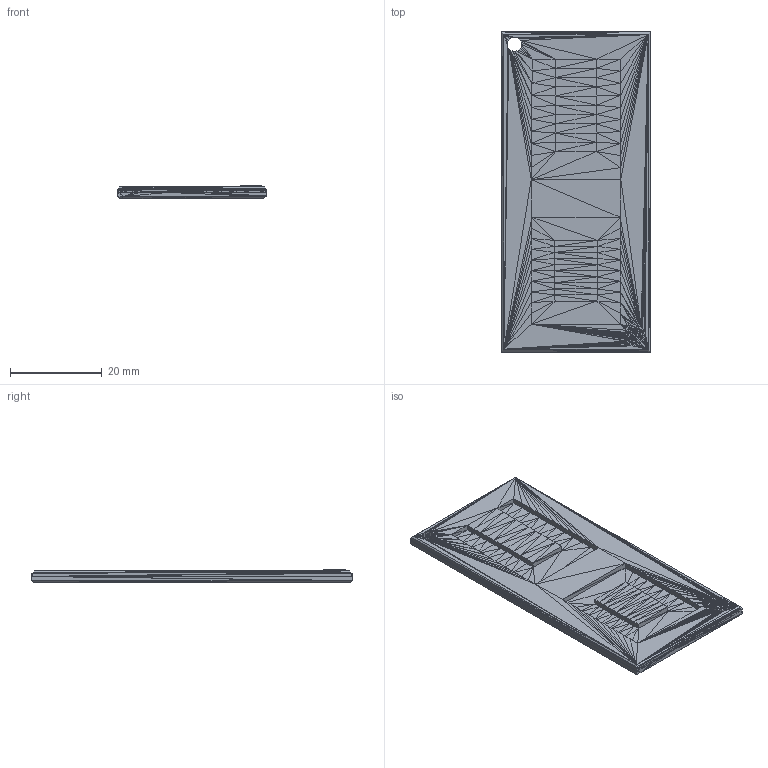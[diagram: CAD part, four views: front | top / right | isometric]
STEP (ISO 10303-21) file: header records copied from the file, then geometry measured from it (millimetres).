
FILE_DESCRIPTION((''),'2;1');
FILE_NAME('nfc keycahin', '2025-01-25T18:32:01', (''), (''), 'ImageToStl.com STEP Converter','', '');
FILE_SCHEMA(('AUTOMOTIVE_DESIGN_CC2'));
Length unit declared in the file: metre
Products named in the file (1): product0
Bounding box: 32.46 x 70 x 3 mm (x, y, z)
Surface area: 6407.2 mm2 (no closed solid volume)
Topology: 0 solids, 2966 shells, 2966 faces, 8898 edges, 1478 vertices
Faces by surface type: plane 2966
Entity records: 68236 total; most frequent: DIRECTION 14832, ORIENTED_EDGE 8898, EDGE_CURVE 8898, LINE 8898, VECTOR 8898, AXIS2_PLACEMENT_3D 2967, FACE_SURFACE 2966, PLANE 2966
